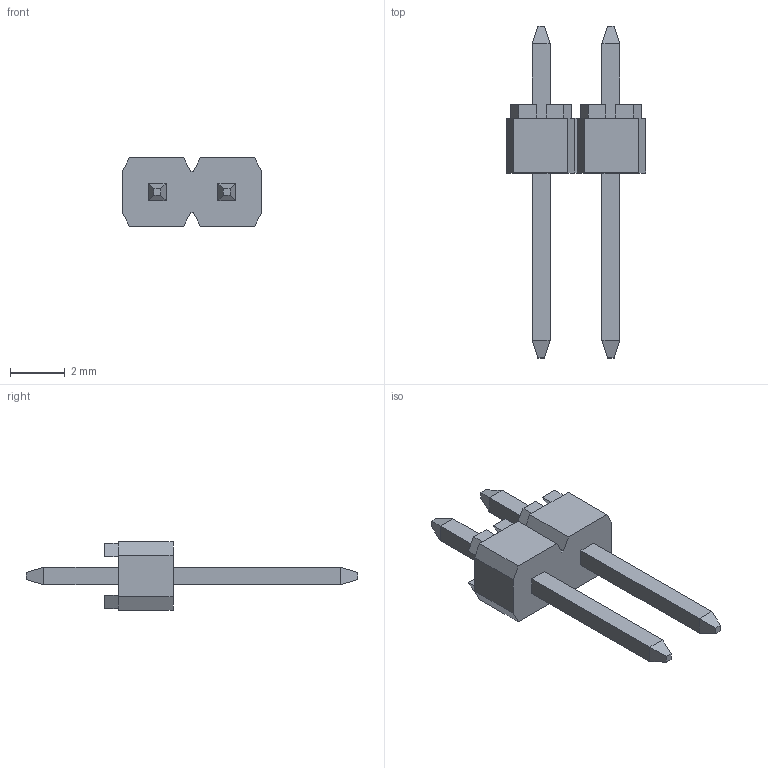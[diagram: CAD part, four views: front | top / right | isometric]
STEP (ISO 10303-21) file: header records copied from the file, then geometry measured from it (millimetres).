
FILE_DESCRIPTION((''),'2;1');
FILE_NAME('901200762','2014-01-20T',('me'),(''),'PRO/ENGINEER BY PARAMETRIC TECHNOLOGY CORPORATION, 2011490','PRO/ENGINEER BY PARAMETRIC TECHNOLOGY CORPORATION, 2011490','');
FILE_SCHEMA(('CONFIG_CONTROL_DESIGN'));
Length unit declared in the file: millimetre
Products named in the file (1): 901200762
Bounding box: 5.08 x 12.12 x 2.5 mm (x, y, z)
Volume: 33.5 mm3; surface area: 114.5 mm2
Topology: 1 solids, 1 shells, 94 faces, 228 edges, 148 vertices
Faces by surface type: plane 94
Entity records: 2717 total; most frequent: CARTESIAN_POINT 467, ORIENTED_EDGE 448, DIRECTION 422, VECTOR 224, LINE 224, EDGE_CURVE 224, VERTEX_POINT 144, EDGE_LOOP 106
